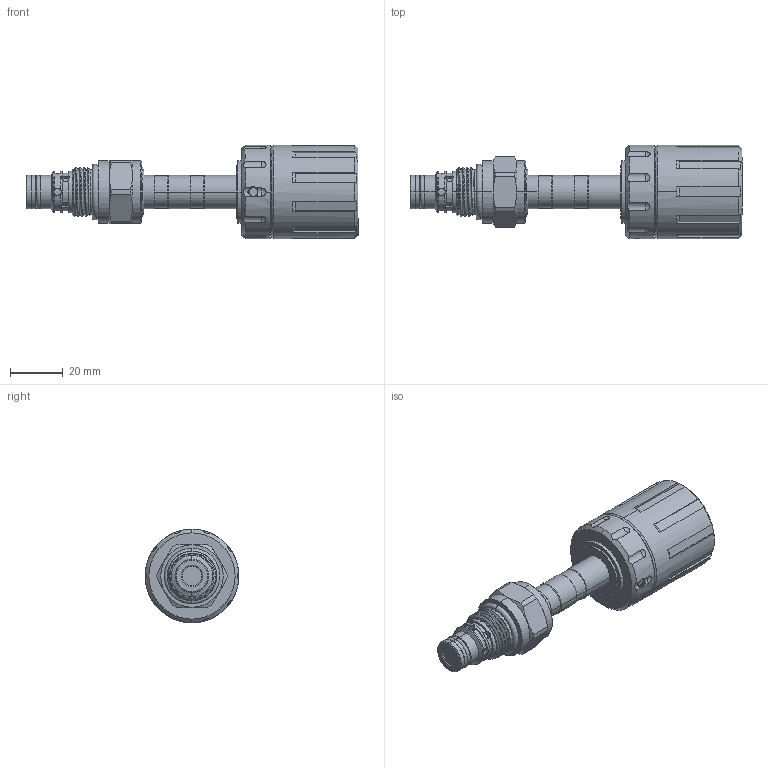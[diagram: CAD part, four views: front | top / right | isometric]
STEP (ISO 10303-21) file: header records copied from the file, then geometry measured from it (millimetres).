
FILE_DESCRIPTION (( 'STEP AP203' ), '1' );
FILE_NAME ('EP08W2A02P05.STEP', '2024-07-01T03:25:21', ( '' ), ( '' ), 'SwSTEP 2.0', 'SolidWorks 2018', '' );
FILE_SCHEMA (( 'CONFIG_CONTROL_DESIGN' ));
Length unit declared in the file: millimetre
Products named in the file (1): EP08W2A02P05
Bounding box: 126.3 x 35.6 x 35.6 mm (x, y, z)
Volume: 60932.4 mm3; surface area: 13664.2 mm2
Topology: 3 solids, 3 shells, 489 faces, 1308 edges, 853 vertices
Faces by surface type: plane 203, cylinder 181, cone 62, bspline 22, torus 11, sphere 10
Entity records: 42695 total; most frequent: CARTESIAN_POINT 30843, ORIENTED_EDGE 2604, DIRECTION 2279, EDGE_CURVE 1302, VERTEX_POINT 853, AXIS2_PLACEMENT_3D 834, LINE 611, VECTOR 611
